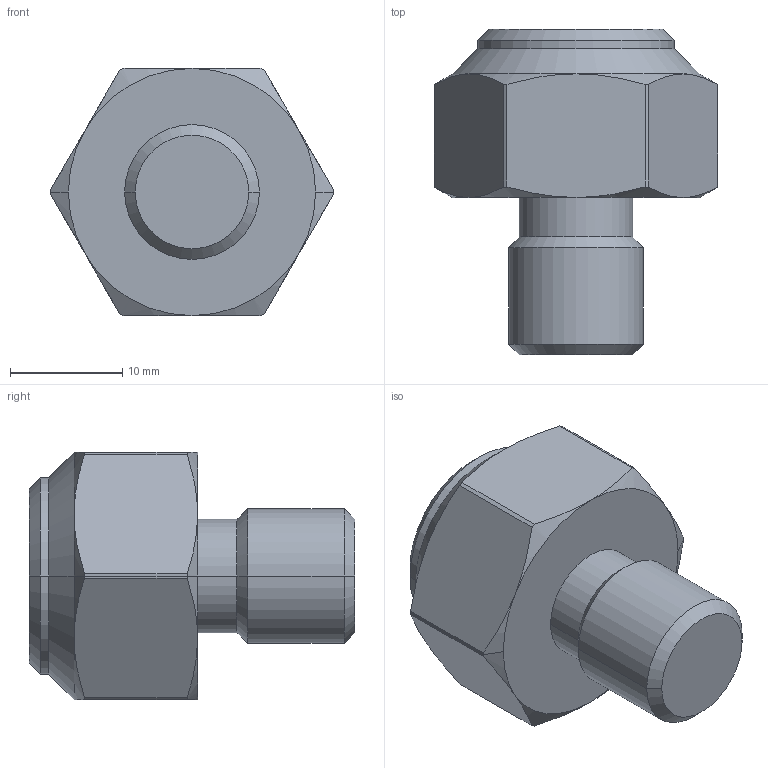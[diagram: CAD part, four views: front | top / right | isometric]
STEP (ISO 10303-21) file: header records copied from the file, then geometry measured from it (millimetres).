
FILE_DESCRIPTION(('STEP AP214'),'1');
FILE_NAME('HALDERN_EH_22691_0042.stp','2020-02-28T09:40:00',('TraceParts'),('TraceParts S.A.'),'Spatial InterOp 3D',' ',' ');
FILE_SCHEMA(('AUTOMOTIVE_DESIGN { 1 0 10303 214 1 1 1 1 }'));
Length unit declared in the file: millimetre
Products named in the file (1): HALDERN_EH_22691_0042
Bounding box: 25.2 x 29 x 22 mm (x, y, z)
Volume: 7109.6 mm3; surface area: 2283.3 mm2
Topology: 1 solids, 1 shells, 47 faces, 104 edges, 60 vertices
Faces by surface type: cone 24, cylinder 14, plane 9
Entity records: 1698 total; most frequent: CARTESIAN_POINT 308, DIRECTION 224, ORIENTED_EDGE 208, EDGE_CURVE 104, AXIS2_PLACEMENT_3D 96, VERTEX_POINT 60, EDGE_LOOP 48, CIRCLE 48
